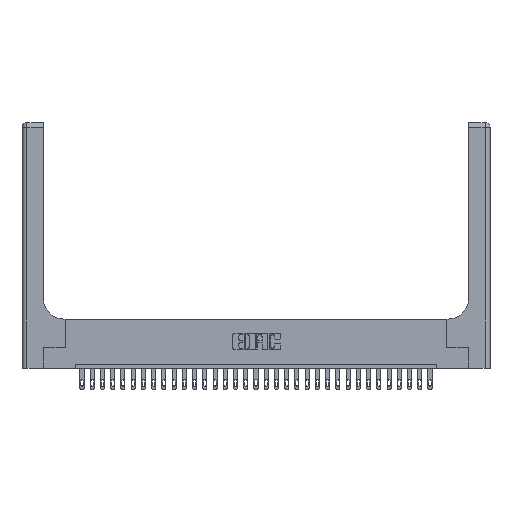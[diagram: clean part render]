
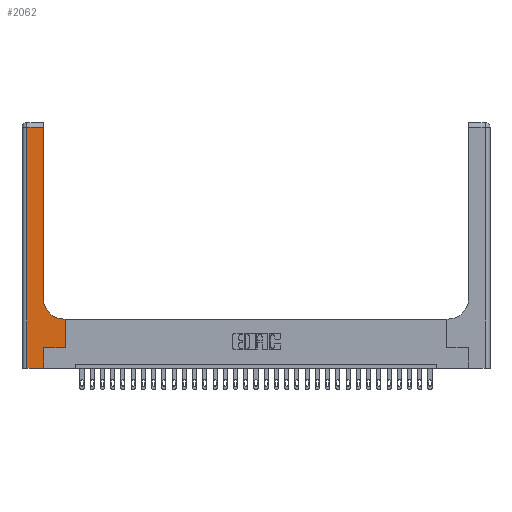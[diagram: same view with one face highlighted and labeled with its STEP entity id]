
A CAD part, top view. The second image highlights one B-rep face of the part: STEP entity #2062.
In plain terms, the highlighted planar face has unit normal (0, 0, 1).
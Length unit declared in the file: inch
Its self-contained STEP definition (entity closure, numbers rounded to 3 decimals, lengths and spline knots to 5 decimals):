
#537 = CARTESIAN_POINT ( 'NONE',  ( 0.51, 0.85, 0.37 ) ) ;
#625 = VERTEX_POINT ( 'NONE', #20996 ) ;
#1064 = VECTOR ( 'NONE', #13741, 39.37008 ) ;
#2052 = AXIS2_PLACEMENT_3D ( 'NONE', #3868, #14961, #8426 ) ;
#2062 = ADVANCED_FACE ( 'NONE', ( #17400 ), #10271, .F. ) ;
#2067 = VECTOR ( 'NONE', #3317, 39.37008 ) ;
#2491 = ORIENTED_EDGE ( 'NONE', *, *, #25715, .T. ) ;
#3215 = DIRECTION ( 'NONE',  ( 0., 1., 0. ) ) ;
#3317 = DIRECTION ( 'NONE',  ( 0., -1., 0. ) ) ;
#3442 = CARTESIAN_POINT ( 'NONE',  ( 0., 0., 0.37 ) ) ;
#3791 = CARTESIAN_POINT ( 'NONE',  ( 0.265, 0., 0.37 ) ) ;
#3868 = CARTESIAN_POINT ( 'NONE',  ( 0., 3., 0.37 ) ) ;
#4007 = EDGE_LOOP ( 'NONE', ( #24455, #6189, #25873, #2491, #16104, #20414, #22872, #5773, #12818 ) ) ;
#4070 = CARTESIAN_POINT ( 'NONE',  ( 0.528, 0.25, 0.37 ) ) ;
#4267 = CIRCLE ( 'NONE', #8375, 0.25 ) ;
#4519 = LINE ( 'NONE', #15609, #17225 ) ;
#4945 = CARTESIAN_POINT ( 'NONE',  ( 0.265, 0.25, 0.37 ) ) ;
#5210 = CARTESIAN_POINT ( 'NONE',  ( 0.265, 0., 0.37 ) ) ;
#5331 = VERTEX_POINT ( 'NONE', #23198 ) ;
#5372 = VERTEX_POINT ( 'NONE', #13010 ) ;
#5595 = EDGE_CURVE ( 'NONE', #5331, #26701, #20162, .T. ) ;
#5773 = ORIENTED_EDGE ( 'NONE', *, *, #6923, .T. ) ;
#6189 = ORIENTED_EDGE ( 'NONE', *, *, #9615, .T. ) ;
#6923 = EDGE_CURVE ( 'NONE', #7550, #5372, #19910, .T. ) ;
#7023 = EDGE_CURVE ( 'NONE', #23294, #24930, #11749, .T. ) ;
#7550 = VERTEX_POINT ( 'NONE', #23589 ) ;
#7631 = LINE ( 'NONE', #11753, #21372 ) ;
#7894 = DIRECTION ( 'NONE',  ( 1., 0., 0. ) ) ;
#8375 = AXIS2_PLACEMENT_3D ( 'NONE', #537, #13778, #16190 ) ;
#8426 = DIRECTION ( 'NONE',  ( -1., 0., 0. ) ) ;
#8506 = DIRECTION ( 'NONE',  ( -1., 0., 0. ) ) ;
#9375 = CARTESIAN_POINT ( 'NONE',  ( 0.26, 3., 0.37 ) ) ;
#9615 = EDGE_CURVE ( 'NONE', #10741, #5331, #4519, .T. ) ;
#10271 = PLANE ( 'NONE',  #2052 ) ;
#10741 = VERTEX_POINT ( 'NONE', #10935 ) ;
#10935 = CARTESIAN_POINT ( 'NONE',  ( 0.26, 2.94, 0.37 ) ) ;
#11749 = LINE ( 'NONE', #12158, #17470 ) ;
#11753 = CARTESIAN_POINT ( 'NONE',  ( 0.528, 0.25, 0.37 ) ) ;
#12113 = DIRECTION ( 'NONE',  ( 1., 0., 0. ) ) ;
#12158 = CARTESIAN_POINT ( 'NONE',  ( 0.265, 0.25, 0.37 ) ) ;
#12818 = ORIENTED_EDGE ( 'NONE', *, *, #18085, .T. ) ;
#13010 = CARTESIAN_POINT ( 'NONE',  ( 0.51, 0.6, 0.37 ) ) ;
#13741 = DIRECTION ( 'NONE',  ( -1., 0., 0. ) ) ;
#13778 = DIRECTION ( 'NONE',  ( 0., 0., -1. ) ) ;
#13824 = EDGE_CURVE ( 'NONE', #23711, #23294, #25323, .T. ) ;
#13876 = EDGE_CURVE ( 'NONE', #24930, #7550, #7631, .T. ) ;
#14650 = VECTOR ( 'NONE', #24254, 39.37008 ) ;
#14961 = DIRECTION ( 'NONE',  ( 0., 0., -1. ) ) ;
#15609 = CARTESIAN_POINT ( 'NONE',  ( 0., 2.94, 0.37 ) ) ;
#15860 = VECTOR ( 'NONE', #12113, 39.37008 ) ;
#16104 = ORIENTED_EDGE ( 'NONE', *, *, #13824, .T. ) ;
#16190 = DIRECTION ( 'NONE',  ( 1., 0., 0. ) ) ;
#16493 = EDGE_CURVE ( 'NONE', #625, #10741, #24389, .T. ) ;
#17225 = VECTOR ( 'NONE', #8506, 39.37008 ) ;
#17400 = FACE_OUTER_BOUND ( 'NONE', #4007, .T. ) ;
#17470 = VECTOR ( 'NONE', #7894, 39.37008 ) ;
#17615 = CARTESIAN_POINT ( 'NONE',  ( 0.26, 0.6, 0.37 ) ) ;
#18085 = EDGE_CURVE ( 'NONE', #5372, #625, #4267, .T. ) ;
#18854 = CARTESIAN_POINT ( 'NONE',  ( 0.06, 0., 0.37 ) ) ;
#19910 = LINE ( 'NONE', #17615, #1064 ) ;
#20162 = LINE ( 'NONE', #26882, #2067 ) ;
#20414 = ORIENTED_EDGE ( 'NONE', *, *, #7023, .T. ) ;
#20475 = DIRECTION ( 'NONE',  ( 0., 1., 0. ) ) ;
#20707 = LINE ( 'NONE', #3442, #15860 ) ;
#20890 = VECTOR ( 'NONE', #3215, 39.37008 ) ;
#20996 = CARTESIAN_POINT ( 'NONE',  ( 0.26, 0.85, 0.37 ) ) ;
#21372 = VECTOR ( 'NONE', #20475, 39.37008 ) ;
#22872 = ORIENTED_EDGE ( 'NONE', *, *, #13876, .T. ) ;
#23198 = CARTESIAN_POINT ( 'NONE',  ( 0.06, 2.94, 0.37 ) ) ;
#23294 = VERTEX_POINT ( 'NONE', #4945 ) ;
#23589 = CARTESIAN_POINT ( 'NONE',  ( 0.528, 0.6, 0.37 ) ) ;
#23711 = VERTEX_POINT ( 'NONE', #3791 ) ;
#24254 = DIRECTION ( 'NONE',  ( 0., 1., 0. ) ) ;
#24389 = LINE ( 'NONE', #9375, #14650 ) ;
#24455 = ORIENTED_EDGE ( 'NONE', *, *, #16493, .T. ) ;
#24930 = VERTEX_POINT ( 'NONE', #4070 ) ;
#25323 = LINE ( 'NONE', #5210, #20890 ) ;
#25715 = EDGE_CURVE ( 'NONE', #26701, #23711, #20707, .T. ) ;
#25873 = ORIENTED_EDGE ( 'NONE', *, *, #5595, .T. ) ;
#26701 = VERTEX_POINT ( 'NONE', #18854 ) ;
#26882 = CARTESIAN_POINT ( 'NONE',  ( 0.06, 3., 0.37 ) ) ;
